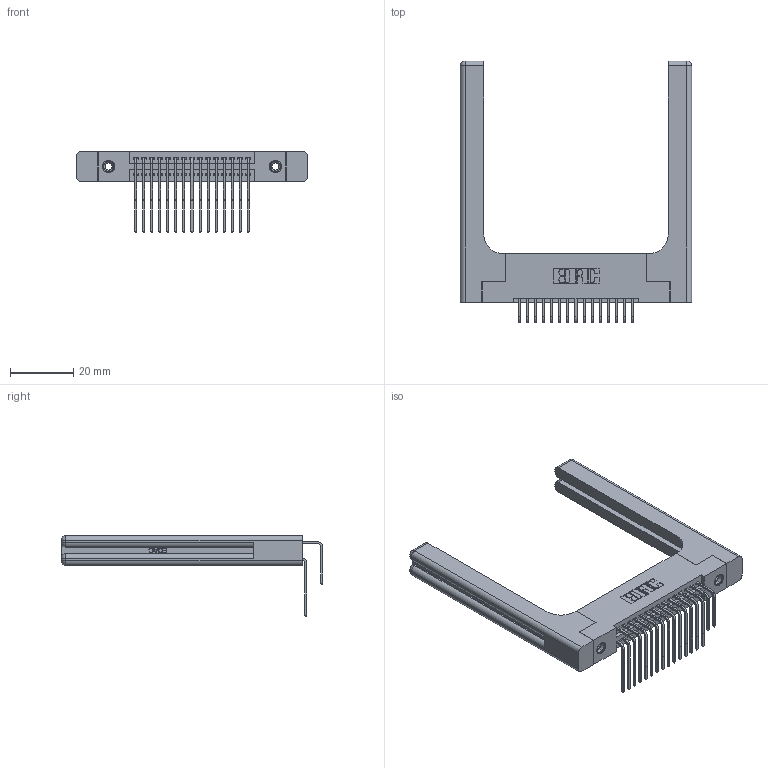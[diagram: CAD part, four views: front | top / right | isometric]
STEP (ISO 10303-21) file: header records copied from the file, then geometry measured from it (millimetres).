
FILE_DESCRIPTION (( 'STEP AP203' ), '1' );
FILE_NAME ('345-030-558-258.STEP', '2019-10-28T02:43:24', ( '' ), ( '' ), 'SwSTEP 2.0', 'SolidWorks 2016', '' );
FILE_SCHEMA (( 'CONFIG_CONTROL_DESIGN' ));
Length unit declared in the file: inch
Products named in the file (6): 345-292-001_558 Tail - 2; 345 Part_Flush Mounting Lugs - 0.156 Dia-TH; 345-220-058_345-220-058; 345-250-001_345-250-001-102; 345-292-001_558 559 Tail - 1; 345-030-558-258
Assembly tree (35 placements, depth 2):
  345-030-558-258
    345 Part_Flush Mounting Lugs - 0.156 Dia-TH
    345-292-001_558 559 Tail - 1  x15
    345-292-001_558 Tail - 2  x15
    345-250-001_345-250-001-102  x2
    345-220-058_345-220-058  x2
Bounding box: 73.13 x 82.79 x 25.53 mm (x, y, z)
Volume: 15501.1 mm3; surface area: 15735.4 mm2
Topology: 35 solids, 35 shells, 1942 faces, 5657 edges, 3710 vertices
Faces by surface type: plane 1278, cylinder 604, bspline 36, cone 12, sphere 8, torus 4
Entity records: 22238 total; most frequent: CARTESIAN_POINT 4792, ORIENTED_EDGE 3472, DIRECTION 3164, EDGE_CURVE 1736, VECTOR 1412, LINE 1412, VERTEX_POINT 1146, AXIS2_PLACEMENT_3D 876
